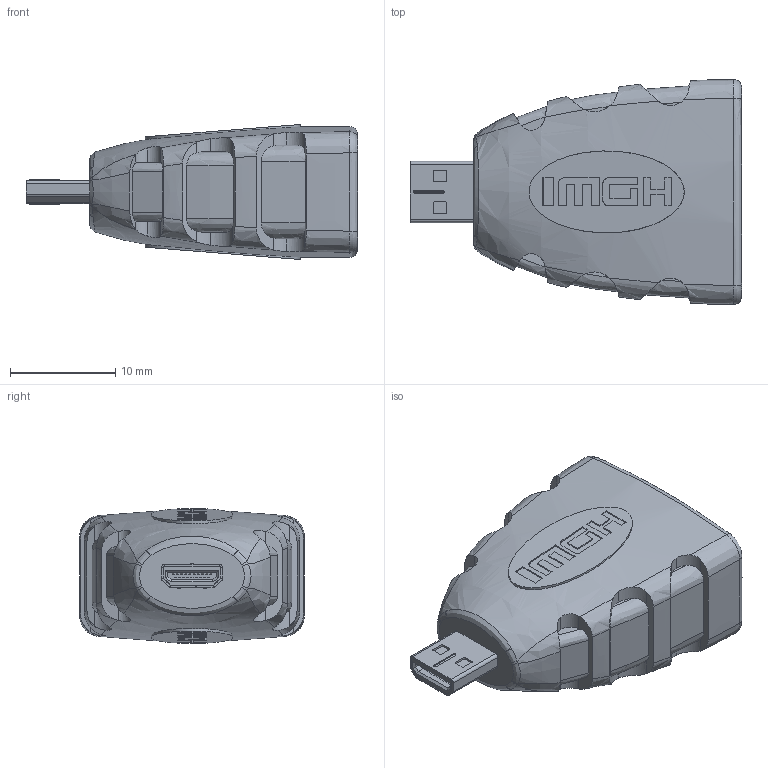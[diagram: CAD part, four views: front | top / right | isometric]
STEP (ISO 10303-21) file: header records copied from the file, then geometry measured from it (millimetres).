
FILE_DESCRIPTION (( 'STEP AP214' ), '1' );
FILE_NAME ('VHC00014.STEP', '2018-04-25T15:31:11', ( '' ), ( '' ), 'SwSTEP 2.0', 'SolidWorks 2017', '' );
FILE_SCHEMA (( 'AUTOMOTIVE_DESIGN' ));
Length unit declared in the file: inch
Products named in the file (6): VHC00014; VHC00014-MA2___; VHC00014-MA3_WO BACKSHELL; VHC00014-MA3-1; VHC00014-MA3-2; VHC00014-MA1
Assembly tree (5 placements, depth 3):
  VHC00014
    VHC00014-MA1
    VHC00014-MA3_WO BACKSHELL
      VHC00014-MA3-2
      VHC00014-MA3-1
    VHC00014-MA2___
Bounding box: 31.5 x 21.39 x 12.84 mm (x, y, z)
Volume: 4896.5 mm3; surface area: 3647.3 mm2
Topology: 23 solids, 23 shells, 1193 faces, 3316 edges, 2166 vertices
Faces by surface type: plane 864, cylinder 239, bspline 80, torus 6, sphere 4
Entity records: 47903 total; most frequent: CARTESIAN_POINT 11542, ORIENTED_EDGE 6608, DIRECTION 5766, EDGE_CURVE 3304, VECTOR 2542, LINE 2542, VERTEX_POINT 2164, AXIS2_PLACEMENT_3D 1612
